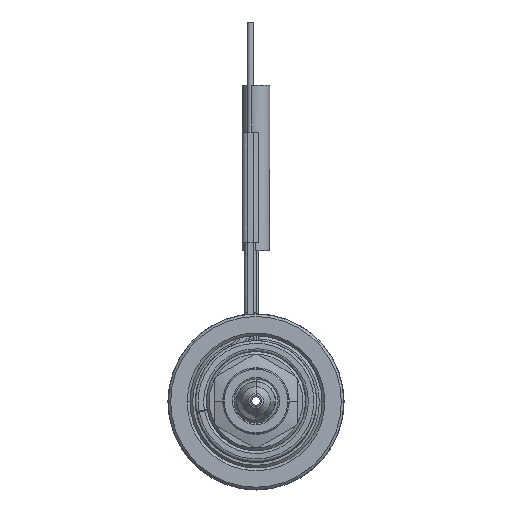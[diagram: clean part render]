
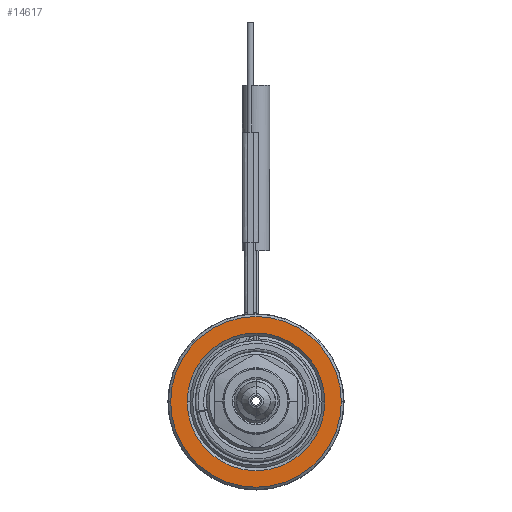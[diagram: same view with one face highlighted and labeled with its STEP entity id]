
A CAD part, top view. The second image highlights one B-rep face of the part: STEP entity #14617.
In plain terms, the highlighted planar face has unit normal (0, 0, 1).
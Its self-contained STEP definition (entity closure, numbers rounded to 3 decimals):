
#4971=CARTESIAN_POINT('',(0.,0.,25.));
#4972=DIRECTION('',(0.,0.,-1.));
#4973=DIRECTION('',(-1.,0.,0.));
#4974=AXIS2_PLACEMENT_3D('',#4971,#4972,#4973);
#4985=CARTESIAN_POINT('',(0.,0.,
25.));
#4986=DIRECTION('',(0.,0.,-1.));
#4987=DIRECTION('',(1.,0.,0.));
#4988=AXIS2_PLACEMENT_3D('',#4985,#4986,#4987);
#4999=CARTESIAN_POINT('',(0.,0.,25.));
#5000=DIRECTION('',(0.,0.,-1.));
#5001=DIRECTION('',(1.,0.,0.));
#5002=AXIS2_PLACEMENT_3D('',#4999,#5000,#5001);
#5013=CARTESIAN_POINT('',(0.,0.,25.));
#5014=DIRECTION('',(0.,0.,-1.));
#5015=DIRECTION('',(-1.,0.,0.));
#5016=AXIS2_PLACEMENT_3D('',#5013,#5014,#5015);
#6417=CARTESIAN_POINT('',(15.5,0.,25.));
#6418=CARTESIAN_POINT('',(-15.5,0.,25.));
#6419=VERTEX_POINT('',#6417);
#6420=VERTEX_POINT('',#6418);
#6421=CARTESIAN_POINT('',(12.5,0.,25.));
#6422=CARTESIAN_POINT('',(-12.5,0.,25.));
#6423=VERTEX_POINT('',#6421);
#6424=VERTEX_POINT('',#6422);
#14602=CARTESIAN_POINT('',(0.,0.,25.));
#14603=DIRECTION('',(0.,0.,1.));
#14604=DIRECTION('',(-1.,0.,0.));
#14605=AXIS2_PLACEMENT_3D('',#14602,#14603,#14604);
#14606=PLANE('',#14605);
#14607=ORIENTED_EDGE('',*,*,#14584,.T.);
#14608=ORIENTED_EDGE('',*,*,#14569,.T.);
#14609=EDGE_LOOP('',(#14607,#14608));
#14610=FACE_OUTER_BOUND('',#14609,.F.);
#14612=ORIENTED_EDGE('',*,*,#14611,.F.);
#14614=ORIENTED_EDGE('',*,*,#14613,.F.);
#14615=EDGE_LOOP('',(#14612,#14614));
#14616=FACE_BOUND('',#14615,.F.);
#4975=CIRCLE('',#4974,15.5);
#4989=CIRCLE('',#4988,15.5);
#5003=CIRCLE('',#5002,12.5);
#5017=CIRCLE('',#5016,12.5);
#14569=EDGE_CURVE('',#6420,#6419,#4975,.T.);
#14584=EDGE_CURVE('',#6419,#6420,#4989,.T.);
#14611=EDGE_CURVE('',#6423,#6424,#5003,.T.);
#14613=EDGE_CURVE('',#6424,#6423,#5017,.T.);
#14617=ADVANCED_FACE('',(#14610,#14616),#14606,.T.);
